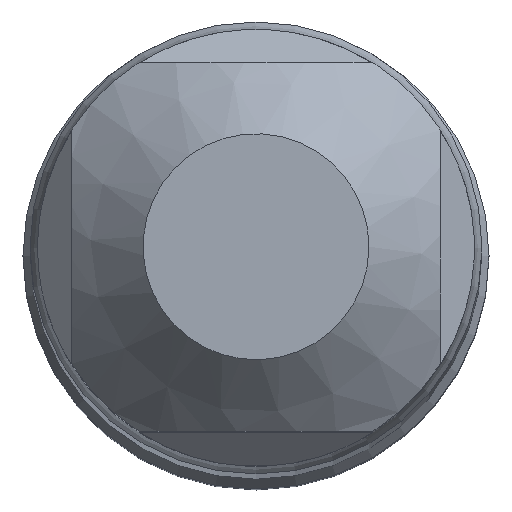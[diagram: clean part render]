
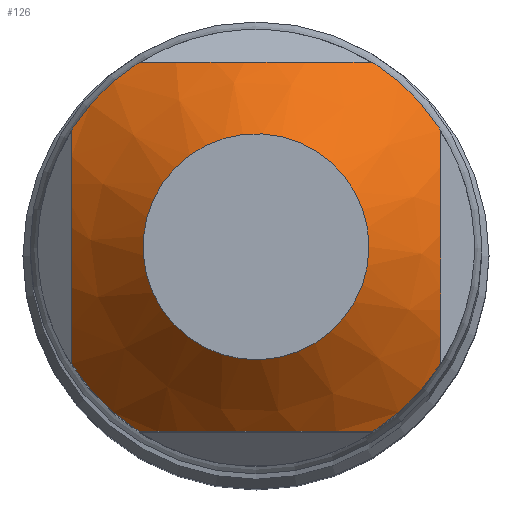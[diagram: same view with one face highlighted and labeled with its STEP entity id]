
A CAD part, top view. The second image highlights one B-rep face of the part: STEP entity #126.
In plain terms, the highlighted conical face has half-angle 45 degrees and reference radius 1000 mm.
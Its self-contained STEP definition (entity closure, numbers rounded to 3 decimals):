
#52=CONICAL_SURFACE('',#446,1000.,45.);
#82=FACE_BOUND('',#181,.T.);
#83=FACE_BOUND('',#182,.T.);
#90=CIRCLE('',#421,1.5);
#100=CIRCLE('',#440,2.9);
#101=CIRCLE('',#441,2.9);
#102=CIRCLE('',#442,2.9);
#103=CIRCLE('',#443,2.9);
#126=ADVANCED_FACE('NONE',(#82,#83),#52,.T.);
#181=EDGE_LOOP('',(#252,#253,#254,#255,#256,#257,#258,#259));
#182=EDGE_LOOP('',(#260));
#252=ORIENTED_EDGE('',*,*,#315,.F.);
#253=ORIENTED_EDGE('',*,*,#329,.F.);
#254=ORIENTED_EDGE('',*,*,#306,.F.);
#255=ORIENTED_EDGE('',*,*,#328,.F.);
#256=ORIENTED_EDGE('',*,*,#309,.F.);
#257=ORIENTED_EDGE('',*,*,#327,.F.);
#258=ORIENTED_EDGE('',*,*,#312,.F.);
#259=ORIENTED_EDGE('',*,*,#330,.F.);
#260=ORIENTED_EDGE('',*,*,#317,.T.);
#275=VERTEX_POINT('',#599);
#276=VERTEX_POINT('',#610);
#277=VERTEX_POINT('',#614);
#278=VERTEX_POINT('',#628);
#279=VERTEX_POINT('',#632);
#280=VERTEX_POINT('',#643);
#281=VERTEX_POINT('',#647);
#282=VERTEX_POINT('',#661);
#283=VERTEX_POINT('',#665);
#306=EDGE_CURVE('NONE',#275,#276,#368,.T.);
#309=EDGE_CURVE('NONE',#277,#278,#369,.T.);
#312=EDGE_CURVE('NONE',#279,#280,#370,.T.);
#315=EDGE_CURVE('NONE',#281,#282,#371,.T.);
#317=EDGE_CURVE('NONE',#283,#283,#90,.T.);
#327=EDGE_CURVE('NONE',#280,#277,#100,.T.);
#328=EDGE_CURVE('NONE',#278,#275,#101,.T.);
#329=EDGE_CURVE('NONE',#276,#281,#102,.T.);
#330=EDGE_CURVE('NONE',#282,#279,#103,.T.);
#368=B_SPLINE_CURVE_WITH_KNOTS('',3,(#600,#601,#602,#603,#604,#605,#606,
#607,#608,#609),.UNSPECIFIED.,.F.,.F.,(4,3,3,4),(0.,0.36,0.63,
1.),.UNSPECIFIED.);
#369=B_SPLINE_CURVE_WITH_KNOTS('',3,(#615,#616,#617,#618,#619,#620,#621,
#622,#623,#624,#625,#626,#627),.UNSPECIFIED.,.F.,.F.,(4,3,3,3,4),(0.,0.361,
0.5,0.775,1.),.UNSPECIFIED.);
#370=B_SPLINE_CURVE_WITH_KNOTS('',3,(#633,#634,#635,#636,#637,#638,#639,
#640,#641,#642),.UNSPECIFIED.,.F.,.F.,(4,3,3,4),(0.,0.36,0.63,
1.),.UNSPECIFIED.);
#371=B_SPLINE_CURVE_WITH_KNOTS('',3,(#648,#649,#650,#651,#652,#653,#654,
#655,#656,#657,#658,#659,#660),.UNSPECIFIED.,.F.,.F.,(4,3,3,3,4),(0.,0.361,
0.5,0.775,1.),.UNSPECIFIED.);
#421=AXIS2_PLACEMENT_3D('',#664,#498,#499);
#440=AXIS2_PLACEMENT_3D('',#693,#536,#537);
#441=AXIS2_PLACEMENT_3D('',#694,#538,#539);
#442=AXIS2_PLACEMENT_3D('',#695,#540,#541);
#443=AXIS2_PLACEMENT_3D('',#696,#542,#543);
#446=AXIS2_PLACEMENT_3D('',#699,#548,#549);
#498=DIRECTION('',(0.,0.,-1.));
#499=DIRECTION('',(1.,0.,0.));
#536=DIRECTION('',(0.,0.,-1.));
#537=DIRECTION('',(0.,1.,0.));
#538=DIRECTION('',(0.,0.,-1.));
#539=DIRECTION('',(0.,1.,0.));
#540=DIRECTION('',(0.,0.,-1.));
#541=DIRECTION('',(0.,1.,0.));
#542=DIRECTION('',(0.,0.,-1.));
#543=DIRECTION('',(0.,1.,0.));
#548=DIRECTION('',(0.,0.,-1.));
#549=DIRECTION('',(0.,1.,0.));
#599=CARTESIAN_POINT('',(-2.45,-1.552,-1.4));
#600=CARTESIAN_POINT('',(-2.45,-1.552,-1.4));
#601=CARTESIAN_POINT('',(-2.45,-1.208,-1.216));
#602=CARTESIAN_POINT('',(-2.45,-0.838,-1.062));
#603=CARTESIAN_POINT('',(-2.45,-0.454,-0.992));
#604=CARTESIAN_POINT('',(-2.45,-0.167,-0.939));
#605=CARTESIAN_POINT('',(-2.45,0.134,-0.937));
#606=CARTESIAN_POINT('',(-2.45,0.422,-0.986));
#607=CARTESIAN_POINT('',(-2.45,0.818,-1.053));
#608=CARTESIAN_POINT('',(-2.45,1.198,-1.211));
#609=CARTESIAN_POINT('',(-2.45,1.552,-1.4));
#610=CARTESIAN_POINT('',(-2.45,1.552,-1.4));
#614=CARTESIAN_POINT('',(1.552,-2.45,-1.4));
#615=CARTESIAN_POINT('',(1.552,-2.45,-1.4));
#616=CARTESIAN_POINT('',(1.208,-2.45,-1.216));
#617=CARTESIAN_POINT('',(0.838,-2.45,-1.062));
#618=CARTESIAN_POINT('',(0.454,-2.45,-0.992));
#619=CARTESIAN_POINT('',(0.305,-2.45,-0.964));
#620=CARTESIAN_POINT('',(0.152,-2.45,-0.95));
#621=CARTESIAN_POINT('',(0.,-2.45,-0.95));
#622=CARTESIAN_POINT('',(-0.297,-2.45,-0.95));
#623=CARTESIAN_POINT('',(-0.596,-2.45,-1.008));
#624=CARTESIAN_POINT('',(-0.878,-2.45,-1.102));
#625=CARTESIAN_POINT('',(-1.11,-2.45,-1.181));
#626=CARTESIAN_POINT('',(-1.335,-2.45,-1.284));
#627=CARTESIAN_POINT('',(-1.552,-2.45,-1.4));
#628=CARTESIAN_POINT('',(-1.552,-2.45,-1.4));
#632=CARTESIAN_POINT('',(2.45,1.552,-1.4));
#633=CARTESIAN_POINT('',(2.45,1.552,-1.4));
#634=CARTESIAN_POINT('',(2.45,1.208,-1.216));
#635=CARTESIAN_POINT('',(2.45,0.838,-1.062));
#636=CARTESIAN_POINT('',(2.45,0.454,-0.992));
#637=CARTESIAN_POINT('',(2.45,0.167,-0.939));
#638=CARTESIAN_POINT('',(2.45,-0.134,-0.937));
#639=CARTESIAN_POINT('',(2.45,-0.422,-0.986));
#640=CARTESIAN_POINT('',(2.45,-0.818,-1.053));
#641=CARTESIAN_POINT('',(2.45,-1.198,-1.211));
#642=CARTESIAN_POINT('',(2.45,-1.552,-1.4));
#643=CARTESIAN_POINT('',(2.45,-1.552,-1.4));
#647=CARTESIAN_POINT('',(-1.552,2.45,-1.4));
#648=CARTESIAN_POINT('',(-1.552,2.45,-1.4));
#649=CARTESIAN_POINT('',(-1.208,2.45,-1.216));
#650=CARTESIAN_POINT('',(-0.838,2.45,-1.062));
#651=CARTESIAN_POINT('',(-0.454,2.45,-0.992));
#652=CARTESIAN_POINT('',(-0.305,2.45,-0.964));
#653=CARTESIAN_POINT('',(-0.152,2.45,-0.95));
#654=CARTESIAN_POINT('',(0.,2.45,-0.95));
#655=CARTESIAN_POINT('',(0.297,2.45,-0.95));
#656=CARTESIAN_POINT('',(0.596,2.45,-1.008));
#657=CARTESIAN_POINT('',(0.878,2.45,-1.102));
#658=CARTESIAN_POINT('',(1.11,2.45,-1.181));
#659=CARTESIAN_POINT('',(1.335,2.45,-1.284));
#660=CARTESIAN_POINT('',(1.552,2.45,-1.4));
#661=CARTESIAN_POINT('',(1.552,2.45,-1.4));
#664=CARTESIAN_POINT('',(0.,0.,0.));
#665=CARTESIAN_POINT('',(1.5,0.,0.));
#693=CARTESIAN_POINT('',(0.,0.,-1.4));
#694=CARTESIAN_POINT('',(0.,0.,-1.4));
#695=CARTESIAN_POINT('',(0.,0.,-1.4));
#696=CARTESIAN_POINT('',(0.,0.,-1.4));
#699=CARTESIAN_POINT('',(0.,0.,-998.5));
